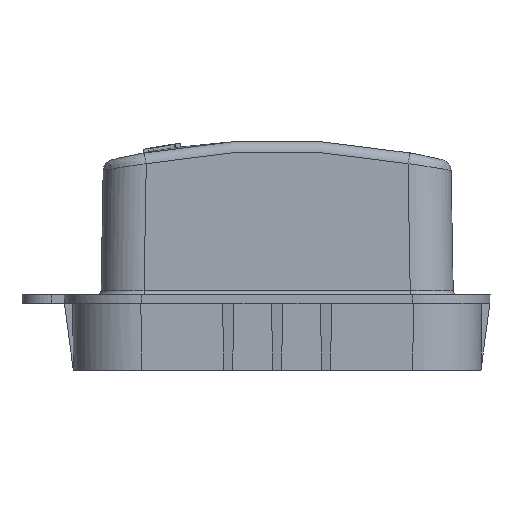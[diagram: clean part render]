
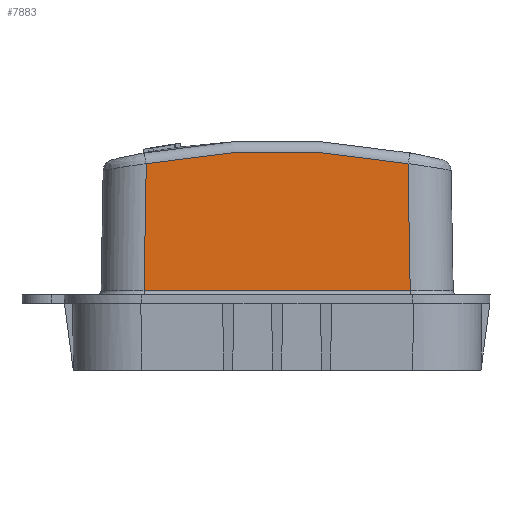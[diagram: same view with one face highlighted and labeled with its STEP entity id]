
A CAD part, left-side view. The second image highlights one B-rep face of the part: STEP entity #7883.
In plain terms, the highlighted planar face has unit normal (-1, 0, 0.018).
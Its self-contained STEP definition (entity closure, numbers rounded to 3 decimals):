
#1326=DIRECTION('',(0.,-1.,0.));
#1327=VECTOR('',#1326,35.911);
#1328=CARTESIAN_POINT('',(-72.854,17.955,10.691));
#1329=LINE('',#1328,#1327);
#1439=DIRECTION('',(0.017,-0.017,1.));
#1440=VECTOR('',#1439,17.181);
#1441=CARTESIAN_POINT('',(-72.854,17.955,10.691));
#1442=LINE('',#1441,#1440);
#1443=CARTESIAN_POINT('',(-74.179,0.,
-65.21));
#1444=DIRECTION('',(1.,0.,-0.017));
#1445=DIRECTION('',(0.017,0.186,0.982));
#1446=AXIS2_PLACEMENT_3D('',#1443,#1444,#1445);
#1448=DIRECTION('',(-0.017,-0.017,-1.));
#1449=VECTOR('',#1448,17.181);
#1450=CARTESIAN_POINT('',(-72.555,-17.656,
27.867));
#1451=LINE('',#1450,#1449);
#5116=CARTESIAN_POINT('',(-72.854,-17.955,
10.691));
#5117=VERTEX_POINT('',#5116);
#5118=CARTESIAN_POINT('',(-72.854,17.955,10.691));
#5119=VERTEX_POINT('',#5118);
#5134=CARTESIAN_POINT('',(-72.555,-17.656,
27.867));
#5135=VERTEX_POINT('',#5134);
#5136=CARTESIAN_POINT('',(-72.555,17.656,27.867));
#5137=VERTEX_POINT('',#5136);
#7870=CARTESIAN_POINT('',(-72.5,26.146,31.));
#7871=DIRECTION('',(-1.,0.,0.017));
#7872=DIRECTION('',(0.,1.,0.));
#7873=AXIS2_PLACEMENT_3D('',#7870,#7871,#7872);
#7874=PLANE('',#7873);
#7875=ORIENTED_EDGE('',*,*,#7700,.F.);
#7877=ORIENTED_EDGE('',*,*,#7876,.T.);
#7879=ORIENTED_EDGE('',*,*,#7878,.T.);
#7880=ORIENTED_EDGE('',*,*,#7862,.T.);
#7881=EDGE_LOOP('',(#7875,#7877,#7879,#7880));
#7882=FACE_OUTER_BOUND('',#7881,.F.);
#7883=ADVANCED_FACE('',(#7882),#7874,.T.);
#1447=CIRCLE('',#1446,94.75);
#7700=EDGE_CURVE('',#5119,#5117,#1329,.T.);
#7862=EDGE_CURVE('',#5135,#5117,#1451,.T.);
#7876=EDGE_CURVE('',#5119,#5137,#1442,.T.);
#7878=EDGE_CURVE('',#5137,#5135,#1447,.T.);
